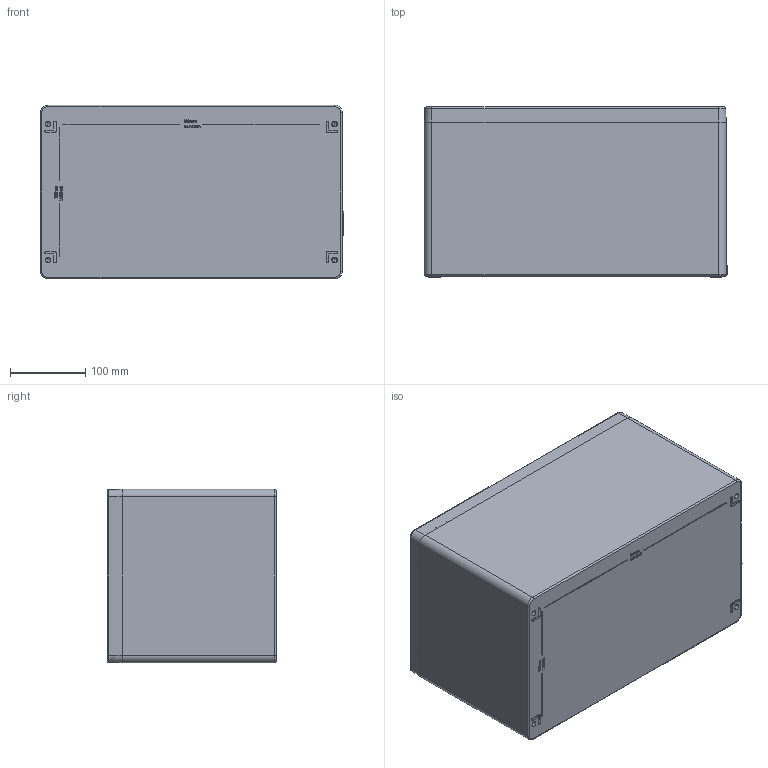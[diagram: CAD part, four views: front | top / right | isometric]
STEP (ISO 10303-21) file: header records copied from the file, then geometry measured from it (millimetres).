
FILE_DESCRIPTION (( 'STEP AP214' ), '1' );
FILE_NAME ('25234023.STEP', '2012-06-14T07:17:31', ( ' ' ), ( '' ), 'SwSTEP 2.0', 'SolidWorks 2011', '' );
FILE_SCHEMA (( 'AUTOMOTIVE_DESIGN' ));
Products named in the file (10): 92441; 83171; 95947; 92081; 01234023_Ex Ausführung; 82015; 93134; 02063; 03631; 25234023
Assembly tree (12 placements, depth 3):
  25234023
    92441
    01234023_Ex Ausführung
      03631
      82015
      93134  x4
      02063
    92081
    83171
    95947
Bounding box: 402 x 225 x 230 mm (x, y, z)
Volume: 2908641 mm3; surface area: 949493.2 mm2
Topology: 11 solids, 11 shells, 1281 faces, 3173 edges, 2016 vertices
Faces by surface type: plane 503, bspline 302, cone 227, cylinder 186, torus 59, sphere 4
Entity records: 59580 total; most frequent: CARTESIAN_POINT 33268, ORIENTED_EDGE 5836, DIRECTION 4473, EDGE_CURVE 2918, VERTEX_POINT 1866, AXIS2_PLACEMENT_3D 1571, VECTOR 1331, LINE 1331
